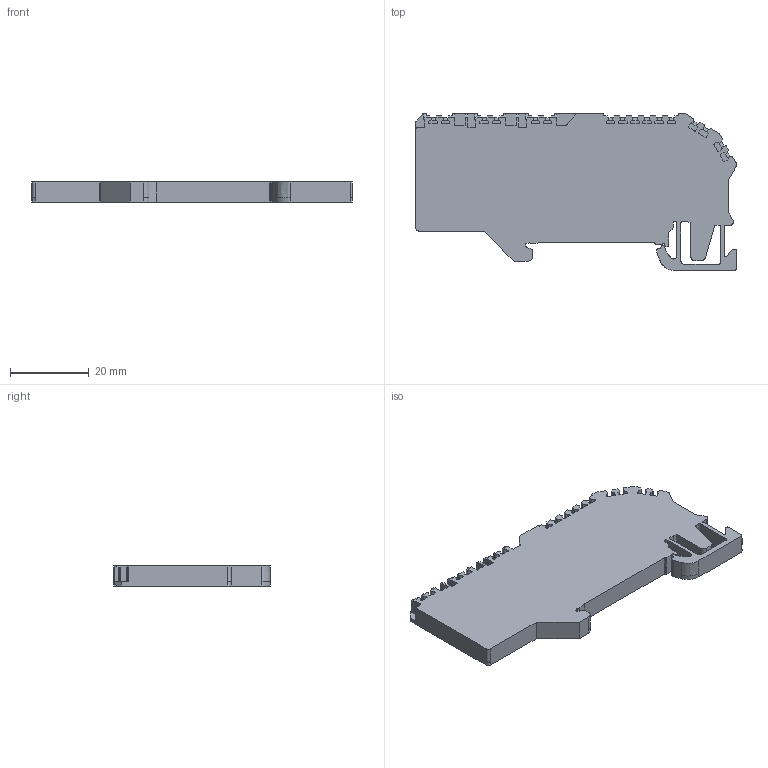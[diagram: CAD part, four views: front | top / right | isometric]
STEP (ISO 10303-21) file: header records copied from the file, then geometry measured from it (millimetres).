
FILE_DESCRIPTION(/* description */ (''),/* implementation_level */ '2;1');
FILE_NAME(/* name */ '3747_ZAP_TW_ZIZA15_4_iso.stp',/* time_stamp */ '2011-08-05T08:53:40+02:00',/* author */ (''),/* organization */ (''),/* preprocessor_version */ 'ST-DEVELOPER v11',/* originating_system */ 'SIEMENS UGS NX 6.0',/* authorisation */ '');
FILE_SCHEMA (('CONFIG_CONTROL_DESIGN'));
Length unit declared in the file: millimetre
Products named in the file (1): 3747_ZAP_TW_ZIZA15_4_iso
Bounding box: 81.5 x 39.9 x 5.1 mm (x, y, z)
Volume: 12701.1 mm3; surface area: 7340.9 mm2
Topology: 1 solids, 1 shells, 458 faces, 1535 edges, 1079 vertices
Faces by surface type: plane 316, extrusion 138, cylinder 4
Entity records: 19178 total; most frequent: CARTESIAN_POINT 8336, ORIENTED_EDGE 3070, EDGE_CURVE 1535, B_SPLINE_CURVE_WITH_KNOTS 1517, VERTEX_POINT 1079, DIRECTION 944, EDGE_LOOP 460, ADVANCED_FACE 458
